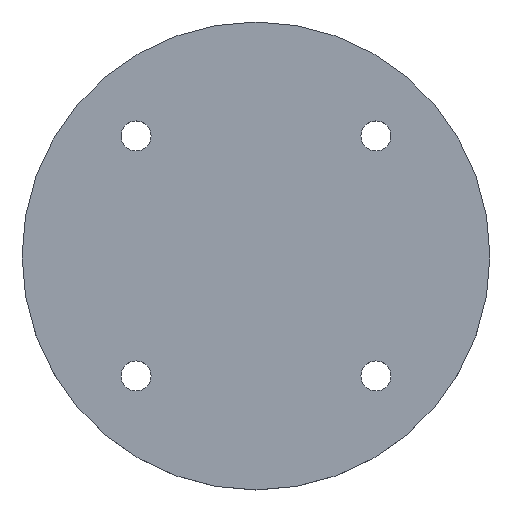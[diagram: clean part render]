
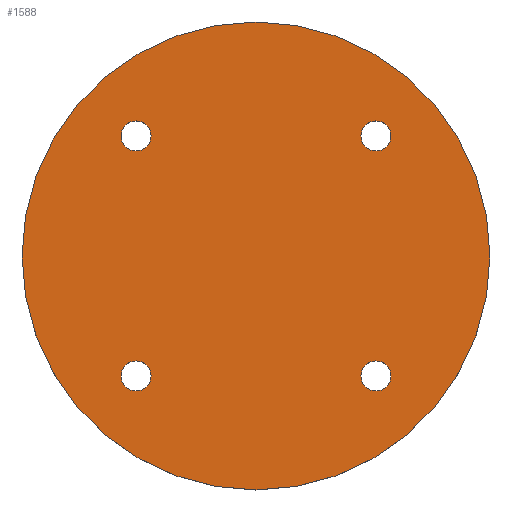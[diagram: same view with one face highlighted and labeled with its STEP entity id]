
A CAD part, top view. The second image highlights one B-rep face of the part: STEP entity #1588.
In plain terms, the highlighted planar face has unit normal (0, 0, 1).
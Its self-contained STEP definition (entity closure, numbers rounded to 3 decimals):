
#78=FACE_BOUND('',#287,.T.);
#79=FACE_BOUND('',#288,.T.);
#80=FACE_BOUND('',#289,.T.);
#81=FACE_BOUND('',#290,.T.);
#179=FACE_OUTER_BOUND('',#286,.T.);
#286=EDGE_LOOP('',(#1417));
#287=EDGE_LOOP('',(#1418));
#288=EDGE_LOOP('',(#1419));
#289=EDGE_LOOP('',(#1420));
#290=EDGE_LOOP('',(#1421));
#650=CIRCLE('',#1765,1.25);
#651=CIRCLE('',#1767,1.25);
#652=CIRCLE('',#1769,1.25);
#653=CIRCLE('',#1771,1.25);
#654=CIRCLE('',#1773,19.5);
#796=VERTEX_POINT('',#2688);
#797=VERTEX_POINT('',#2692);
#798=VERTEX_POINT('',#2696);
#799=VERTEX_POINT('',#2700);
#800=VERTEX_POINT('',#2704);
#1010=EDGE_CURVE('',#796,#796,#650,.T.);
#1012=EDGE_CURVE('',#797,#797,#651,.T.);
#1014=EDGE_CURVE('',#798,#798,#652,.T.);
#1016=EDGE_CURVE('',#799,#799,#653,.T.);
#1018=EDGE_CURVE('',#800,#800,#654,.T.);
#1417=ORIENTED_EDGE('',*,*,#1018,.T.);
#1418=ORIENTED_EDGE('',*,*,#1016,.T.);
#1419=ORIENTED_EDGE('',*,*,#1014,.T.);
#1420=ORIENTED_EDGE('',*,*,#1012,.T.);
#1421=ORIENTED_EDGE('',*,*,#1010,.T.);
#1501=PLANE('',#1775);
#1588=ADVANCED_FACE('',(#179,#78,#79,#80,#81),#1501,.T.);
#1765=AXIS2_PLACEMENT_3D('',#2689,#2229,#2230);
#1767=AXIS2_PLACEMENT_3D('',#2693,#2234,#2235);
#1769=AXIS2_PLACEMENT_3D('',#2697,#2239,#2240);
#1771=AXIS2_PLACEMENT_3D('',#2701,#2244,#2245);
#1773=AXIS2_PLACEMENT_3D('',#2705,#2249,#2250);
#1775=AXIS2_PLACEMENT_3D('',#2709,#2254,#2255);
#2229=DIRECTION('center_axis',(0.,0.,-1.));
#2230=DIRECTION('ref_axis',(1.,0.,0.));
#2234=DIRECTION('center_axis',(0.,0.,-1.));
#2235=DIRECTION('ref_axis',(1.,0.,0.));
#2239=DIRECTION('center_axis',(0.,0.,-1.));
#2240=DIRECTION('ref_axis',(1.,0.,0.));
#2244=DIRECTION('center_axis',(0.,0.,-1.));
#2245=DIRECTION('ref_axis',(1.,0.,0.));
#2249=DIRECTION('center_axis',(0.,0.,1.));
#2250=DIRECTION('ref_axis',(1.,0.,0.));
#2254=DIRECTION('center_axis',(0.,0.,1.));
#2255=DIRECTION('ref_axis',(1.,0.,0.));
#2688=CARTESIAN_POINT('',(-11.25,10.,3.));
#2689=CARTESIAN_POINT('Origin',(-10.,10.,3.));
#2692=CARTESIAN_POINT('',(-11.25,-10.,3.));
#2693=CARTESIAN_POINT('Origin',(-10.,-10.,3.));
#2696=CARTESIAN_POINT('',(8.75,10.,3.));
#2697=CARTESIAN_POINT('Origin',(10.,10.,3.));
#2700=CARTESIAN_POINT('',(8.75,-10.,3.));
#2701=CARTESIAN_POINT('Origin',(10.,-10.,3.));
#2704=CARTESIAN_POINT('',(-19.5,0.,3.));
#2705=CARTESIAN_POINT('Origin',(0.,0.,3.));
#2709=CARTESIAN_POINT('Origin',(0.,0.,3.));
